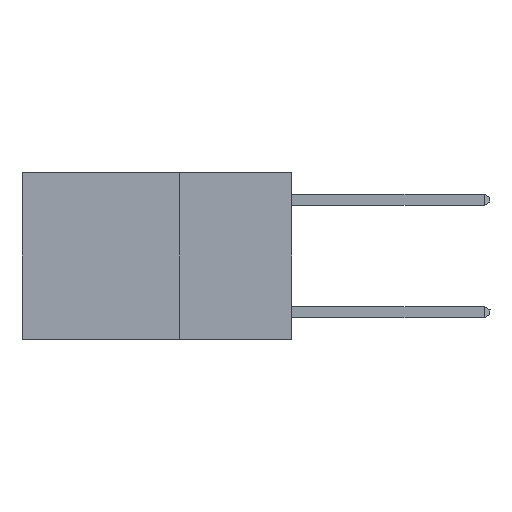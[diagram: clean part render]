
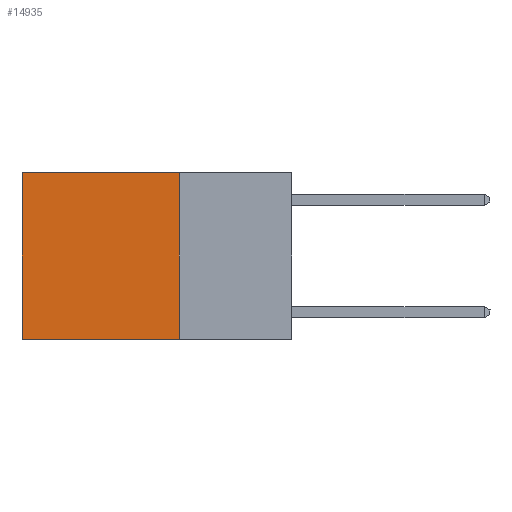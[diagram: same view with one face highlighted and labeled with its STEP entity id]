
A CAD part, left-side view. The second image highlights one B-rep face of the part: STEP entity #14935.
In plain terms, the highlighted planar face has unit normal (-1, 0, 0).
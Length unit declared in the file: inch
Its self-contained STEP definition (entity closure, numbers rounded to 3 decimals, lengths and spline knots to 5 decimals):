
#70 = DIRECTION ( 'NONE',  ( 0., 0., -1. ) ) ;
#935 = EDGE_CURVE ( 'NONE', #3080, #11388, #14370, .T. ) ;
#1631 = VERTEX_POINT ( 'NONE', #17288 ) ;
#3080 = VERTEX_POINT ( 'NONE', #13218 ) ;
#3117 = PLANE ( 'NONE',  #14805 ) ;
#3219 = EDGE_LOOP ( 'NONE', ( #10388, #10582, #10858, #10894 ) ) ;
#3446 = EDGE_CURVE ( 'NONE', #11388, #18063, #15811, .T. ) ;
#4095 = EDGE_CURVE ( 'NONE', #1631, #18063, #12272, .T. ) ;
#4281 = VECTOR ( 'NONE', #7737, 39.37008 ) ;
#4294 = EDGE_CURVE ( 'NONE', #3080, #1631, #5496, .T. ) ;
#5496 = LINE ( 'NONE', #11216, #9100 ) ;
#5769 = CARTESIAN_POINT ( 'NONE',  ( 0.2625, 0.6, 0. ) ) ;
#6691 = DIRECTION ( 'NONE',  ( 0., 0., -1. ) ) ;
#7737 = DIRECTION ( 'NONE',  ( 0., 1., 0. ) ) ;
#8175 = CARTESIAN_POINT ( 'NONE',  ( 0.2625, 0.6, 0. ) ) ;
#8585 = DIRECTION ( 'NONE',  ( 0., 1., 0. ) ) ;
#8896 = CARTESIAN_POINT ( 'NONE',  ( 0.2625, 0.25, 0. ) ) ;
#9100 = VECTOR ( 'NONE', #16894, 39.37008 ) ;
#9309 = DIRECTION ( 'NONE',  ( 1., 0., 0. ) ) ;
#10078 = VECTOR ( 'NONE', #8585, 39.37008 ) ;
#10388 = ORIENTED_EDGE ( 'NONE', *, *, #3446, .T. ) ;
#10582 = ORIENTED_EDGE ( 'NONE', *, *, #4095, .F. ) ;
#10858 = ORIENTED_EDGE ( 'NONE', *, *, #4294, .F. ) ;
#10894 = ORIENTED_EDGE ( 'NONE', *, *, #935, .T. ) ;
#11216 = CARTESIAN_POINT ( 'NONE',  ( 0.2625, 0.25, 0. ) ) ;
#11388 = VERTEX_POINT ( 'NONE', #5769 ) ;
#11989 = VECTOR ( 'NONE', #6691, 39.37008 ) ;
#12272 = LINE ( 'NONE', #16403, #4281 ) ;
#13218 = CARTESIAN_POINT ( 'NONE',  ( 0.2625, 0.25, 0. ) ) ;
#14370 = LINE ( 'NONE', #8896, #10078 ) ;
#14805 = AXIS2_PLACEMENT_3D ( 'NONE', #15066, #9309, #70 ) ;
#14935 = ADVANCED_FACE ( 'NONE', ( #15958 ), #3117, .F. ) ;
#15066 = CARTESIAN_POINT ( 'NONE',  ( 0.2625, 0.25, 0. ) ) ;
#15811 = LINE ( 'NONE', #8175, #11989 ) ;
#15958 = FACE_OUTER_BOUND ( 'NONE', #3219, .T. ) ;
#16403 = CARTESIAN_POINT ( 'NONE',  ( 0.2625, 0.25, -0.37 ) ) ;
#16894 = DIRECTION ( 'NONE',  ( 0., 0., -1. ) ) ;
#17288 = CARTESIAN_POINT ( 'NONE',  ( 0.2625, 0.25, -0.37 ) ) ;
#18063 = VERTEX_POINT ( 'NONE', #18226 ) ;
#18226 = CARTESIAN_POINT ( 'NONE',  ( 0.2625, 0.6, -0.37 ) ) ;
